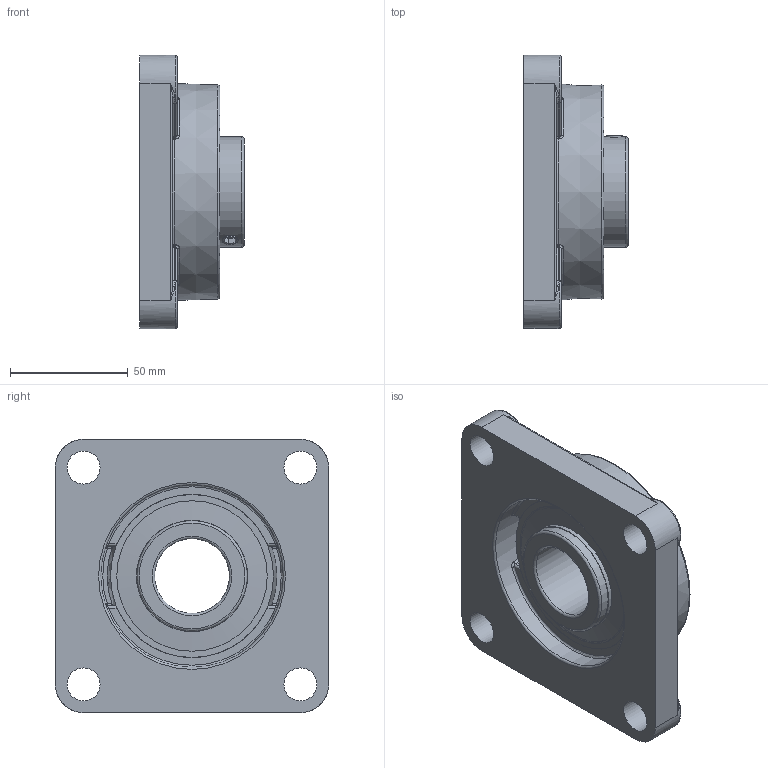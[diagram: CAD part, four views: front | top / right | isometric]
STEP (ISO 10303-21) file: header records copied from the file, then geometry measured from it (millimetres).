
FILE_DESCRIPTION(/* description */ ('Alibre Inc.'),/* implementation_level */ '2;1');
FILE_NAME(/* name */ 'export-0461BD7F-34AC-41DA-A7E7-F95A8FFBA7FE',/* time_stamp */ '2020-05-28T10:16:37-07:00',/* author */ (''),/* organization */ (''),/* preprocessor_version */ 'ST-DEVELOPER v17',/* originating_system */ 'Alibre',/* authorisation */ '');
FILE_SCHEMA (('CONFIG_CONTROL_DESIGN'));
Length unit declared in the file: inch
Bounding box: 44.41 x 116 x 116 mm (x, y, z)
Volume: 228628.8 mm3; surface area: 73827.8 mm2
Topology: 16 solids, 16 shells, 208 faces, 497 edges, 286 vertices
Faces by surface type: plane 58, cylinder 57, torus 33, bspline 28, sphere 23, cone 9
Full cylindrical faces by diameter (mm): 6.782 x4, 14 x4, 31.75 x1, 46.736 x4, 47.244 x2, 62.23 x2, 63.805 x2, 73.66 x1, 77.47 x1, 80.35 x1
Entity records: 9573 total; most frequent: CARTESIAN_POINT 4957, DIRECTION 762, ORIENTED_EDGE 734, AXIS2_PLACEMENT_3D 369, EDGE_CURVE 367, FACE_BOUND 263, EDGE_LOOP 254, VERTEX_POINT 244
